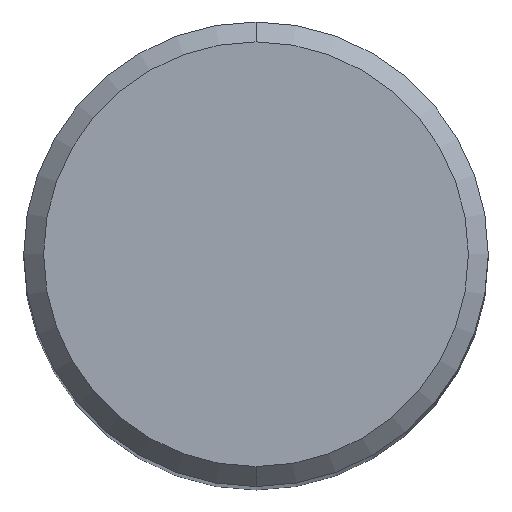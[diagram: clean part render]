
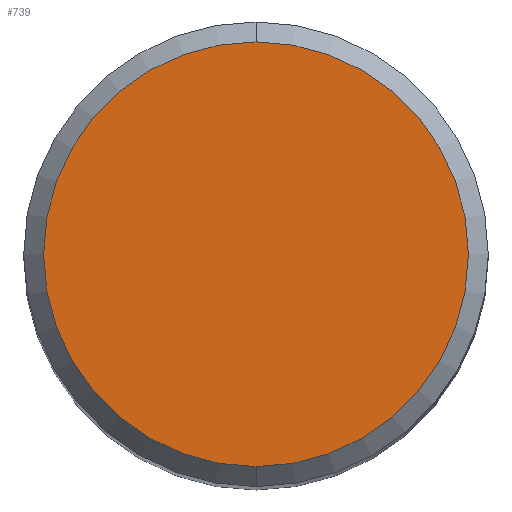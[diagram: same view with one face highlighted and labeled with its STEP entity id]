
A CAD part, top view. The second image highlights one B-rep face of the part: STEP entity #739.
In plain terms, the highlighted planar face has unit normal (0, 0, 1).
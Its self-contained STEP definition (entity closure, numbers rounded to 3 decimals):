
#401=VERTEX_POINT('',#1004);
#427=EDGE_CURVE('',#401,#559,#1031,.T.);
#559=VERTEX_POINT('',#1177);
#649=EDGE_CURVE('',#559,#401,#1274,.T.);
#739=ADVANCED_FACE('',(#1373),#1374,.T.);
#1004=CARTESIAN_POINT('',(0.0,6.4,0.0));
#1031=CIRCLE('',#1838,6.4);
#1177=CARTESIAN_POINT('',(0.,-6.4,0.0));
#1274=CIRCLE('',#7668,6.4);
#1373=FACE_OUTER_BOUND('',#8029,.T.);
#1374=PLANE('',#8030);
#1838=AXIS2_PLACEMENT_3D('',#9153,#9154,#9155);
#7668=AXIS2_PLACEMENT_3D('',#9423,#9424,#9425);
#8029=EDGE_LOOP('',(#9524,#9525));
#8030=AXIS2_PLACEMENT_3D('',#9526,#9527,#9528);
#9153=CARTESIAN_POINT('',(0.0,0.0,0.0));
#9154=DIRECTION('',(0.0,0.0,-1.0));
#9155=DIRECTION('',(0.0,1.0,0.0));
#9423=CARTESIAN_POINT('',(0.0,0.0,0.0));
#9424=DIRECTION('',(0.0,0.0,-1.0));
#9425=DIRECTION('',(0.0,1.0,0.0));
#9524=ORIENTED_EDGE('',*,*,#427,.F.);
#9525=ORIENTED_EDGE('',*,*,#649,.F.);
#9526=CARTESIAN_POINT('',(0.0,3.2,0.0));
#9527=DIRECTION('',(-0.0,0.0,1.0));
#9528=DIRECTION('',(0.0,-1.0,0.0));
